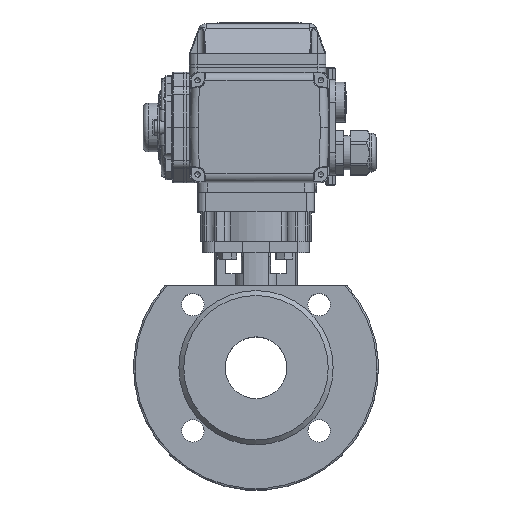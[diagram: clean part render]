
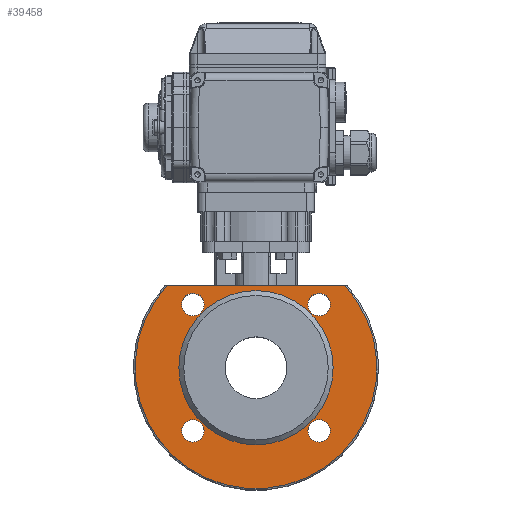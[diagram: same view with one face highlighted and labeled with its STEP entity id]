
A CAD part, top view. The second image highlights one B-rep face of the part: STEP entity #39458.
In plain terms, the highlighted planar face has unit normal (0, 0, 1).
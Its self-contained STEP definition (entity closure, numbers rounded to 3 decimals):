
#1442=PLANE('',#41972);
#2398=LINE('',#58392,#5442);
#5442=VECTOR('',#46465,1000.);
#8508=ORIENTED_EDGE('',*,*,#20190,.F.);
#8509=ORIENTED_EDGE('',*,*,#20191,.F.);
#8510=ORIENTED_EDGE('',*,*,#20192,.F.);
#8511=ORIENTED_EDGE('',*,*,#20193,.F.);
#8512=ORIENTED_EDGE('',*,*,#20194,.T.);
#8513=ORIENTED_EDGE('',*,*,#20195,.F.);
#8514=ORIENTED_EDGE('',*,*,#20186,.T.);
#20186=EDGE_CURVE('',#26028,#26028,#29836,.T.);
#20190=EDGE_CURVE('',#26030,#26030,#29838,.T.);
#20191=EDGE_CURVE('',#26031,#26031,#29839,.T.);
#20192=EDGE_CURVE('',#26032,#26032,#29840,.T.);
#20193=EDGE_CURVE('',#26033,#26033,#29841,.T.);
#20194=EDGE_CURVE('',#26034,#26035,#29842,.T.);
#20195=EDGE_CURVE('',#26034,#26035,#2398,.T.);
#26028=VERTEX_POINT('',#58373);
#26030=VERTEX_POINT('',#58382);
#26031=VERTEX_POINT('',#58384);
#26032=VERTEX_POINT('',#58386);
#26033=VERTEX_POINT('',#58388);
#26034=VERTEX_POINT('',#58390);
#26035=VERTEX_POINT('',#58391);
#29836=CIRCLE('',#41968,47.5);
#29838=CIRCLE('',#41973,6.918);
#29839=CIRCLE('',#41974,6.918);
#29840=CIRCLE('',#41975,6.918);
#29841=CIRCLE('',#41976,6.918);
#29842=CIRCLE('',#41977,74.5);
#31970=EDGE_LOOP('',(#8508));
#31971=EDGE_LOOP('',(#8509));
#31972=EDGE_LOOP('',(#8510));
#31973=EDGE_LOOP('',(#8511));
#31974=EDGE_LOOP('',(#8512,#8513));
#31975=EDGE_LOOP('',(#8514));
#34820=FACE_BOUND('',#31970,.T.);
#34821=FACE_BOUND('',#31971,.T.);
#34822=FACE_BOUND('',#31972,.T.);
#34823=FACE_BOUND('',#31973,.T.);
#34824=FACE_BOUND('',#31974,.T.);
#34825=FACE_BOUND('',#31975,.T.);
#39458=ADVANCED_FACE('',(#34820,#34821,#34822,#34823,#34824,#34825),#1442,
 .T.);
#41968=AXIS2_PLACEMENT_3D('',#58372,#46443,#46444);
#41972=AXIS2_PLACEMENT_3D('',#58380,#46453,#46454);
#41973=AXIS2_PLACEMENT_3D('',#58381,#46455,#46456);
#41974=AXIS2_PLACEMENT_3D('',#58383,#46457,#46458);
#41975=AXIS2_PLACEMENT_3D('',#58385,#46459,#46460);
#41976=AXIS2_PLACEMENT_3D('',#58387,#46461,#46462);
#41977=AXIS2_PLACEMENT_3D('',#58389,#46463,#46464);
#46443=DIRECTION('',(0.,0.,-1.));
#46444=DIRECTION('',(-1.,0.,0.));
#46453=DIRECTION('',(0.,0.,1.));
#46454=DIRECTION('',(1.,0.,0.));
#46455=DIRECTION('',(0.,0.,1.));
#46456=DIRECTION('',(1.,0.,0.));
#46457=DIRECTION('',(0.,0.,1.));
#46458=DIRECTION('',(1.,0.,0.));
#46459=DIRECTION('',(0.,0.,1.));
#46460=DIRECTION('',(1.,0.,0.));
#46461=DIRECTION('',(0.,0.,1.));
#46462=DIRECTION('',(1.,0.,0.));
#46463=DIRECTION('',(0.,0.,1.));
#46464=DIRECTION('',(1.,0.,0.));
#46465=DIRECTION('',(1.,0.,0.));
#58372=CARTESIAN_POINT('',(0.,0.,10.1));
#58373=CARTESIAN_POINT('',(-47.5,0.,10.1));
#58380=CARTESIAN_POINT('',(0.,0.,10.1));
#58381=CARTESIAN_POINT('',(-38.891,-38.891,10.1));
#58382=CARTESIAN_POINT('',(-31.973,-38.891,10.1));
#58383=CARTESIAN_POINT('',(38.891,-38.891,10.1));
#58384=CARTESIAN_POINT('',(45.808,-38.891,10.1));
#58385=CARTESIAN_POINT('',(38.891,38.891,10.1));
#58386=CARTESIAN_POINT('',(45.808,38.891,10.1));
#58387=CARTESIAN_POINT('',(-38.891,38.891,10.1));
#58388=CARTESIAN_POINT('',(-31.973,38.891,10.1));
#58389=CARTESIAN_POINT('',(0.,0.,10.1));
#58390=CARTESIAN_POINT('',(-54.772,50.5,10.1));
#58391=CARTESIAN_POINT('',(54.772,50.5,10.1));
#58392=CARTESIAN_POINT('',(0.,50.5,10.1));
